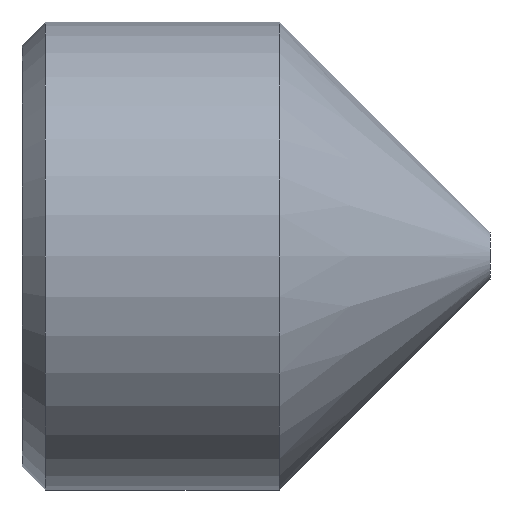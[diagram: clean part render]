
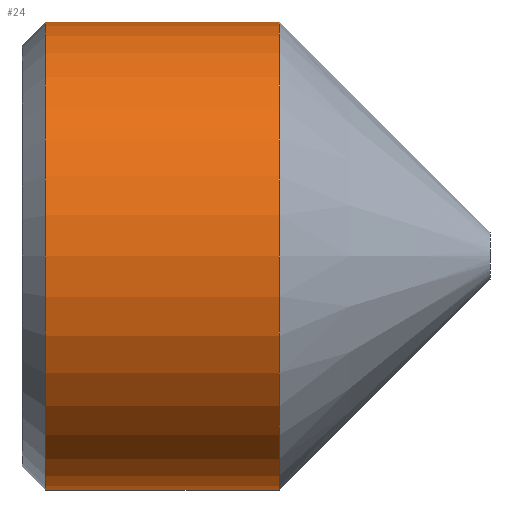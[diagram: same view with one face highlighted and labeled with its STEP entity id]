
A CAD part, front view. The second image highlights one B-rep face of the part: STEP entity #24.
In plain terms, the highlighted cylindrical face has radius 2 mm (diameter 4 mm), a partial arc.
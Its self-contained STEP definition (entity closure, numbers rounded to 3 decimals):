
#18 = EDGE_CURVE ( 'NONE', #68, #359, #106, .T. ) ;
#24 = ADVANCED_FACE ( 'NONE', ( #395 ), #183, .T. ) ;
#26 = CIRCLE ( 'NONE', #67, 2. ) ;
#42 = EDGE_CURVE ( 'NONE', #142, #218, #26, .T. ) ;
#49 = VECTOR ( 'NONE', #518, 1000. ) ;
#65 = AXIS2_PLACEMENT_3D ( 'NONE', #474, #486, #471 ) ;
#67 = AXIS2_PLACEMENT_3D ( 'NONE', #306, #325, #336 ) ;
#68 = VERTEX_POINT ( 'NONE', #275 ) ;
#80 = ORIENTED_EDGE ( 'NONE', *, *, #42, .F. ) ;
#106 = CIRCLE ( 'NONE', #65, 2. ) ;
#110 = EDGE_CURVE ( 'NONE', #68, #142, #226, .T. ) ;
#123 = VECTOR ( 'NONE', #373, 1000. ) ;
#128 = EDGE_CURVE ( 'NONE', #359, #218, #308, .T. ) ;
#138 = ORIENTED_EDGE ( 'NONE', *, *, #18, .T. ) ;
#142 = VERTEX_POINT ( 'NONE', #537 ) ;
#153 = AXIS2_PLACEMENT_3D ( 'NONE', #468, #464, #201 ) ;
#183 = CYLINDRICAL_SURFACE ( 'NONE', #153, 2. ) ;
#201 = DIRECTION ( 'NONE',  ( 0., 0., -1. ) ) ;
#216 = EDGE_LOOP ( 'NONE', ( #299, #138, #228, #80 ) ) ;
#218 = VERTEX_POINT ( 'NONE', #357 ) ;
#226 = LINE ( 'NONE', #364, #123 ) ;
#228 = ORIENTED_EDGE ( 'NONE', *, *, #128, .T. ) ;
#275 = CARTESIAN_POINT ( 'NONE',  ( 0.2, 0., 2. ) ) ;
#299 = ORIENTED_EDGE ( 'NONE', *, *, #110, .F. ) ;
#306 = CARTESIAN_POINT ( 'NONE',  ( 2.2, 0., 0. ) ) ;
#308 = LINE ( 'NONE', #368, #49 ) ;
#325 = DIRECTION ( 'NONE',  ( 1., 0., 0. ) ) ;
#336 = DIRECTION ( 'NONE',  ( 0., 0., -1. ) ) ;
#357 = CARTESIAN_POINT ( 'NONE',  ( 2.2, 0., -2. ) ) ;
#359 = VERTEX_POINT ( 'NONE', #477 ) ;
#364 = CARTESIAN_POINT ( 'NONE',  ( 0., 0., 2. ) ) ;
#368 = CARTESIAN_POINT ( 'NONE',  ( 0., 0., -2. ) ) ;
#373 = DIRECTION ( 'NONE',  ( 1., 0., 0. ) ) ;
#395 = FACE_OUTER_BOUND ( 'NONE', #216, .T. ) ;
#464 = DIRECTION ( 'NONE',  ( 1., 0., 0. ) ) ;
#468 = CARTESIAN_POINT ( 'NONE',  ( 0., 0., 0. ) ) ;
#471 = DIRECTION ( 'NONE',  ( 0., 0., 1. ) ) ;
#474 = CARTESIAN_POINT ( 'NONE',  ( 0.2, 0., 0. ) ) ;
#477 = CARTESIAN_POINT ( 'NONE',  ( 0.2, 0., -2. ) ) ;
#486 = DIRECTION ( 'NONE',  ( 1., 0., 0. ) ) ;
#518 = DIRECTION ( 'NONE',  ( 1., 0., 0. ) ) ;
#537 = CARTESIAN_POINT ( 'NONE',  ( 2.2, 0., 2. ) ) ;
